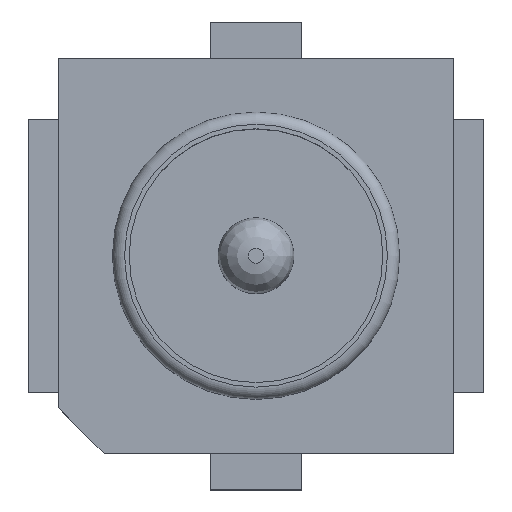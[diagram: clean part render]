
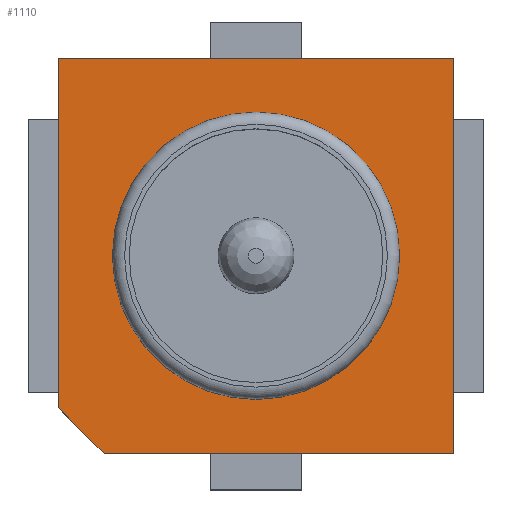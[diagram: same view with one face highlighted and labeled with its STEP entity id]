
A CAD part, top view. The second image highlights one B-rep face of the part: STEP entity #1110.
In plain terms, the highlighted planar face has unit normal (0, 0, 1).
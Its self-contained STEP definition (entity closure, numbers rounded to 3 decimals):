
#262 = EDGE_CURVE('',#263,#265,#267,.T.);
#263 = VERTEX_POINT('',#264);
#264 = CARTESIAN_POINT('',(-0.945,0.,0.36));
#265 = VERTEX_POINT('',#266);
#266 = CARTESIAN_POINT('',(0.945,0.,0.36));
#267 = CIRCLE('',#268,0.945);
#268 = AXIS2_PLACEMENT_3D('',#269,#270,#271);
#269 = CARTESIAN_POINT('',(0.,0.,0.36));
#270 = DIRECTION('',(0.,0.,-1.));
#271 = DIRECTION('',(-1.,0.,0.));
#273 = EDGE_CURVE('',#265,#263,#274,.T.);
#274 = CIRCLE('',#275,0.945);
#275 = AXIS2_PLACEMENT_3D('',#276,#277,#278);
#276 = CARTESIAN_POINT('',(0.,0.,0.36));
#277 = DIRECTION('',(0.,0.,-1.));
#278 = DIRECTION('',(-1.,0.,0.));
#697 = VERTEX_POINT('',#698);
#698 = CARTESIAN_POINT('',(1.3,1.3,0.36));
#704 = EDGE_CURVE('',#705,#697,#707,.T.);
#705 = VERTEX_POINT('',#706);
#706 = CARTESIAN_POINT('',(1.3,-1.3,0.36));
#707 = LINE('',#708,#709);
#708 = CARTESIAN_POINT('',(1.3,1.3,0.36));
#709 = VECTOR('',#710,1.);
#710 = DIRECTION('',(0.,1.,0.));
#982 = VERTEX_POINT('',#983);
#983 = CARTESIAN_POINT('',(-1.3,1.3,0.36));
#989 = EDGE_CURVE('',#697,#982,#990,.T.);
#990 = LINE('',#991,#992);
#991 = CARTESIAN_POINT('',(-1.3,1.3,0.36));
#992 = VECTOR('',#993,1.);
#993 = DIRECTION('',(-1.,0.,0.));
#1020 = EDGE_CURVE('',#1021,#705,#1023,.T.);
#1021 = VERTEX_POINT('',#1022);
#1022 = CARTESIAN_POINT('',(-1.,-1.3,0.36));
#1023 = LINE('',#1024,#1025);
#1024 = CARTESIAN_POINT('',(1.3,-1.3,0.36));
#1025 = VECTOR('',#1026,1.);
#1026 = DIRECTION('',(1.,0.,0.));
#1061 = EDGE_CURVE('',#1062,#1021,#1064,.T.);
#1062 = VERTEX_POINT('',#1063);
#1063 = CARTESIAN_POINT('',(-1.3,-1.,0.36));
#1064 = LINE('',#1065,#1066);
#1065 = CARTESIAN_POINT('',(-1.3,-1.,0.36));
#1066 = VECTOR('',#1067,1.);
#1067 = DIRECTION('',(0.707,-0.707,0.));
#1091 = EDGE_CURVE('',#982,#1062,#1092,.T.);
#1092 = LINE('',#1093,#1094);
#1093 = CARTESIAN_POINT('',(-1.3,-1.3,0.36));
#1094 = VECTOR('',#1095,1.);
#1095 = DIRECTION('',(0.,-1.,0.));
#1110 = ADVANCED_FACE('',(#1111,#1118),#1122,.T.);
#1111 = FACE_BOUND('',#1112,.T.);
#1112 = EDGE_LOOP('',(#1113,#1114,#1115,#1116,#1117));
#1113 = ORIENTED_EDGE('',*,*,#1091,.T.);
#1114 = ORIENTED_EDGE('',*,*,#1061,.T.);
#1115 = ORIENTED_EDGE('',*,*,#1020,.T.);
#1116 = ORIENTED_EDGE('',*,*,#704,.T.);
#1117 = ORIENTED_EDGE('',*,*,#989,.T.);
#1118 = FACE_BOUND('',#1119,.T.);
#1119 = EDGE_LOOP('',(#1120,#1121));
#1120 = ORIENTED_EDGE('',*,*,#262,.T.);
#1121 = ORIENTED_EDGE('',*,*,#273,.T.);
#1122 = PLANE('',#1123);
#1123 = AXIS2_PLACEMENT_3D('',#1124,#1125,#1126);
#1124 = CARTESIAN_POINT('',(0.,0.,0.36));
#1125 = DIRECTION('',(0.,0.,1.));
#1126 = DIRECTION('',(1.,0.,0.));
